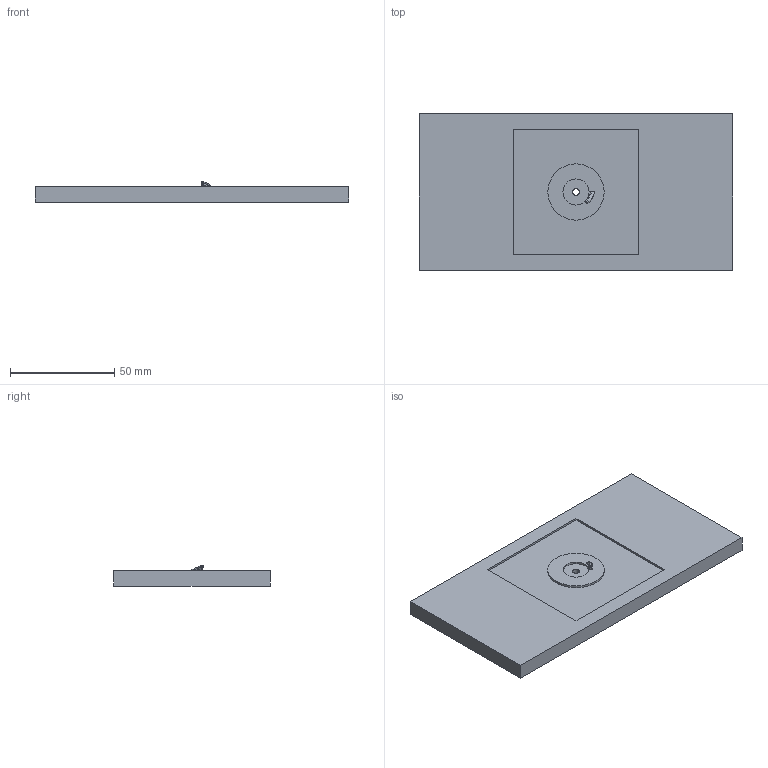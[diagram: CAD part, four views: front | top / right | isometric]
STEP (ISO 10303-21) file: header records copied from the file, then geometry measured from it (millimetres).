
FILE_DESCRIPTION (( 'STEP AP214' ), '1' );
FILE_NAME ('derailleur-jig-no-axle.STEP', '2025-11-05T19:08:55', ( '' ), ( '' ), 'SwSTEP 2.0', 'SolidWorks 2025', '' );
FILE_SCHEMA (( 'AUTOMOTIVE_DESIGN' ));
Length unit declared in the file: millimetre
Products named in the file (1): derailleur-jig-no-axle
Bounding box: 150 x 75 x 9.75 mm (x, y, z)
Volume: 81007.8 mm3; surface area: 26375.3 mm2
Topology: 1 solids, 1 shells, 54 faces, 127 edges, 80 vertices
Faces by surface type: bspline 21, plane 19, cylinder 12, torus 2
Entity records: 2100 total; most frequent: CARTESIAN_POINT 975, ORIENTED_EDGE 254, DIRECTION 182, EDGE_CURVE 127, VERTEX_POINT 80, AXIS2_PLACEMENT_3D 69, EDGE_LOOP 61, ADVANCED_FACE 54
